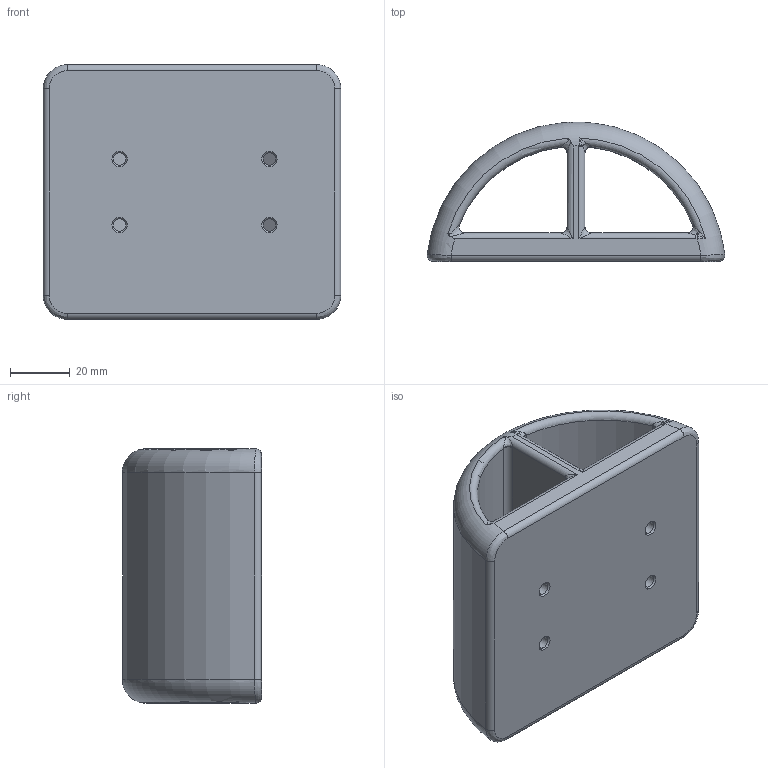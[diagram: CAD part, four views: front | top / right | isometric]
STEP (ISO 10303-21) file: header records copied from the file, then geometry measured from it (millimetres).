
FILE_DESCRIPTION(/* description */ (''),/* implementation_level */ '2;1');
FILE_NAME(/* name */ 'Apalpador do Ambu.stp',/* time_stamp */ '2020-04-14T15:47:14-03:00',/* author */ ('Paulo Rodrigues'),/* organization */ (''),/* preprocessor_version */ 'ST-DEVELOPER v16.13',/* originating_system */ 'Autodesk Inventor 2018',/* authorisation */ '');
FILE_SCHEMA (('AUTOMOTIVE_DESIGN { 1 0 10303 214 3 1 1 }'));
Length unit declared in the file: millimetre
Products named in the file (1): contato
Bounding box: 99.36 x 46.42 x 85 mm (x, y, z)
Volume: 169926.5 mm3; surface area: 42824 mm2
Topology: 1 solids, 1 shells, 90 faces, 226 edges, 124 vertices
Faces by surface type: bspline 42, cylinder 31, plane 7, torus 6, cone 4
Full cylindrical faces by diameter (mm): 4.134 x4
Entity records: 3853 total; most frequent: CARTESIAN_POINT 1912, ORIENTED_EDGE 408, DIRECTION 366, EDGE_CURVE 204, AXIS2_PLACEMENT_3D 162, VERTEX_POINT 120, EDGE_LOOP 106, CIRCLE 99
